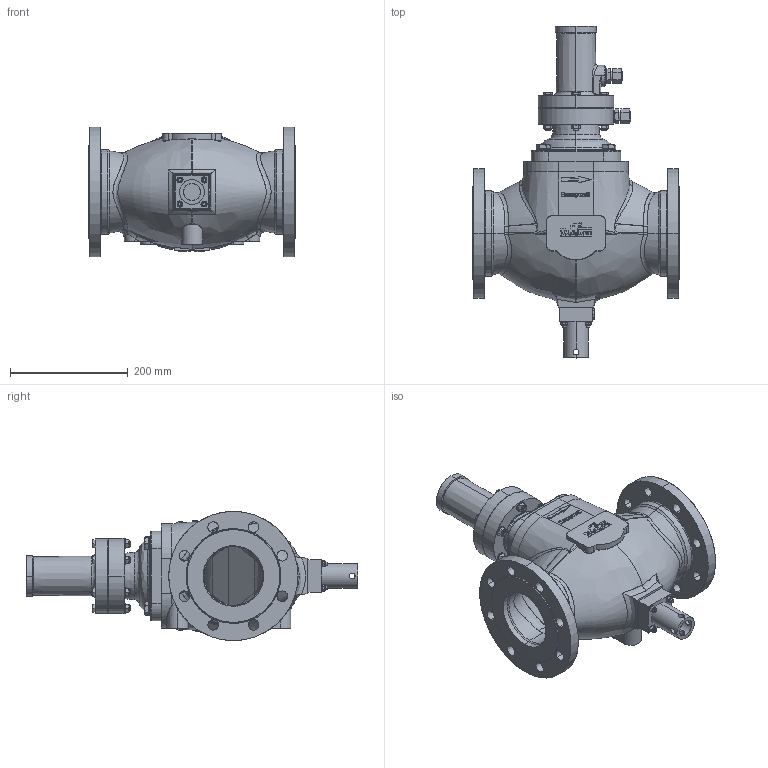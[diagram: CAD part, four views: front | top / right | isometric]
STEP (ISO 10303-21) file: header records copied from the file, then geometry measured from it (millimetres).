
FILE_DESCRIPTION (( 'STEP AP214' ), '1' );
FILE_NAME ('MB_HON720_DN_100_PN_16_K5.STEP', '2017-03-09T16:43:41', ( '' ), ( '' ), 'SwSTEP 2.0', 'SolidWorks 2015', '' );
FILE_SCHEMA (( 'AUTOMOTIVE_DESIGN' ));
Length unit declared in the file: millimetre
Products named in the file (1): MB_HON720_DN_100_PN_16_K5
Bounding box: 352 x 564.88 x 220 mm (x, y, z)
Surface area: 602066.3 mm2 (no closed solid volume)
Topology: 0 solids, 1034 shells, 1408 faces, 6323 edges, 5958 vertices
Faces by surface type: plane 530, bspline 397, cylinder 292, cone 189
Entity records: 153896 total; most frequent: CARTESIAN_POINT 109996, ORIENTED_EDGE 7226, DIRECTION 6616, EDGE_CURVE 6314, VERTEX_POINT 5958, B_SPLINE_CURVE_WITH_KNOTS 2767, VECTOR 2448, LINE 2448
